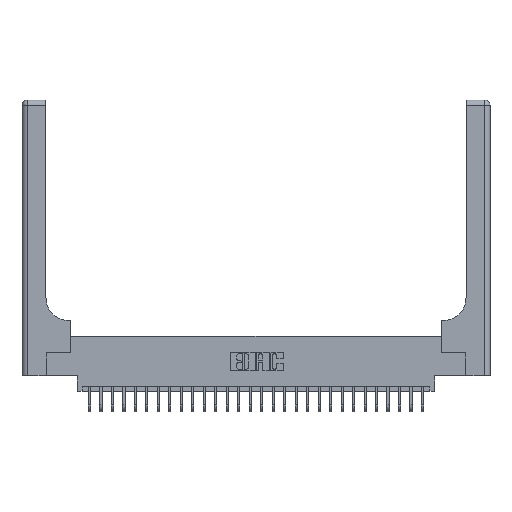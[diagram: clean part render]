
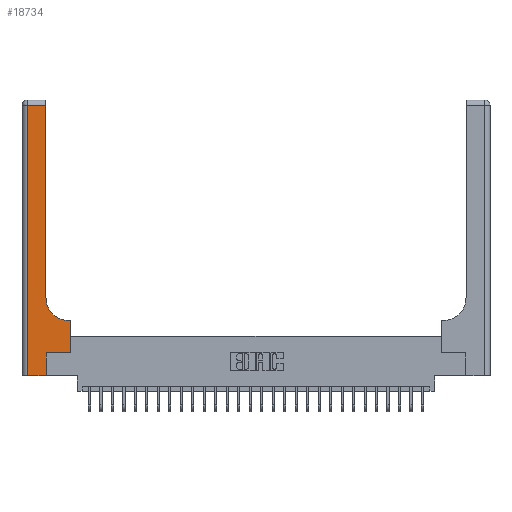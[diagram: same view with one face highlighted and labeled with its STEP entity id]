
A CAD part, top view. The second image highlights one B-rep face of the part: STEP entity #18734.
In plain terms, the highlighted planar face has unit normal (0, 0, 1).
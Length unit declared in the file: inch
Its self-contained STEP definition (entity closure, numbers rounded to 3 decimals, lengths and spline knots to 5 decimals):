
#135 = VERTEX_POINT ( 'NONE', #18945 ) ;
#278 = ORIENTED_EDGE ( 'NONE', *, *, #827, .T. ) ;
#827 = EDGE_CURVE ( 'NONE', #19659, #12936, #21615, .T. ) ;
#1243 = DIRECTION ( 'NONE',  ( 0., 1., 0. ) ) ;
#1295 = EDGE_CURVE ( 'NONE', #20517, #15759, #23486, .T. ) ;
#1366 = CARTESIAN_POINT ( 'NONE',  ( 0.265, 0.25, 0.37 ) ) ;
#1627 = CARTESIAN_POINT ( 'NONE',  ( 0.26, 0.6, 0.37 ) ) ;
#2661 = CARTESIAN_POINT ( 'NONE',  ( 0.528, 0.25, 0.37 ) ) ;
#3311 = DIRECTION ( 'NONE',  ( 0., 1., 0. ) ) ;
#3578 = EDGE_LOOP ( 'NONE', ( #6254, #9588, #13844, #17066, #10902, #13470, #22647, #17041, #278 ) ) ;
#4787 = VECTOR ( 'NONE', #15184, 39.37008 ) ;
#5216 = CARTESIAN_POINT ( 'NONE',  ( 0.06, 0., 0.37 ) ) ;
#5365 = EDGE_CURVE ( 'NONE', #12936, #9479, #25966, .T. ) ;
#5631 = CARTESIAN_POINT ( 'NONE',  ( 0.51, 0.6, 0.37 ) ) ;
#6254 = ORIENTED_EDGE ( 'NONE', *, *, #5365, .T. ) ;
#6598 = VECTOR ( 'NONE', #24050, 39.37008 ) ;
#7420 = CARTESIAN_POINT ( 'NONE',  ( 0.06, 3., 0.37 ) ) ;
#8647 = LINE ( 'NONE', #15330, #12280 ) ;
#8685 = VECTOR ( 'NONE', #3311, 39.37008 ) ;
#8924 = FACE_OUTER_BOUND ( 'NONE', #3578, .T. ) ;
#8940 = VECTOR ( 'NONE', #17646, 39.37008 ) ;
#9479 = VERTEX_POINT ( 'NONE', #26314 ) ;
#9588 = ORIENTED_EDGE ( 'NONE', *, *, #23439, .T. ) ;
#9591 = LINE ( 'NONE', #7420, #16020 ) ;
#10172 = LINE ( 'NONE', #18777, #8685 ) ;
#10293 = CARTESIAN_POINT ( 'NONE',  ( 0.51, 0.85, 0.37 ) ) ;
#10799 = DIRECTION ( 'NONE',  ( -1., 0., 0. ) ) ;
#10902 = ORIENTED_EDGE ( 'NONE', *, *, #10993, .T. ) ;
#10993 = EDGE_CURVE ( 'NONE', #20257, #20517, #10172, .T. ) ;
#12280 = VECTOR ( 'NONE', #15188, 39.37008 ) ;
#12854 = LINE ( 'NONE', #21880, #26102 ) ;
#12936 = VERTEX_POINT ( 'NONE', #25448 ) ;
#12976 = CARTESIAN_POINT ( 'NONE',  ( 0.265, 0.25, 0.37 ) ) ;
#13335 = CARTESIAN_POINT ( 'NONE',  ( 0.265, 0., 0.37 ) ) ;
#13436 = AXIS2_PLACEMENT_3D ( 'NONE', #19552, #24328, #22324 ) ;
#13470 = ORIENTED_EDGE ( 'NONE', *, *, #1295, .T. ) ;
#13555 = CARTESIAN_POINT ( 'NONE',  ( 0., 0., 0.37 ) ) ;
#13844 = ORIENTED_EDGE ( 'NONE', *, *, #14203, .T. ) ;
#14203 = EDGE_CURVE ( 'NONE', #135, #20616, #9591, .T. ) ;
#15184 = DIRECTION ( 'NONE',  ( 1., 0., 0. ) ) ;
#15188 = DIRECTION ( 'NONE',  ( 0., 1., 0. ) ) ;
#15330 = CARTESIAN_POINT ( 'NONE',  ( 0.528, 0.25, 0.37 ) ) ;
#15759 = VERTEX_POINT ( 'NONE', #2661 ) ;
#15879 = CARTESIAN_POINT ( 'NONE',  ( 0.528, 0.6, 0.37 ) ) ;
#16020 = VECTOR ( 'NONE', #27329, 39.37008 ) ;
#17041 = ORIENTED_EDGE ( 'NONE', *, *, #23428, .T. ) ;
#17066 = ORIENTED_EDGE ( 'NONE', *, *, #23591, .T. ) ;
#17139 = DIRECTION ( 'NONE',  ( 0., 0., -1. ) ) ;
#17524 = PLANE ( 'NONE',  #13436 ) ;
#17646 = DIRECTION ( 'NONE',  ( 1., 0., 0. ) ) ;
#17944 = LINE ( 'NONE', #13555, #8940 ) ;
#18649 = VECTOR ( 'NONE', #1243, 39.37008 ) ;
#18734 = ADVANCED_FACE ( 'NONE', ( #8924 ), #17524, .F. ) ;
#18777 = CARTESIAN_POINT ( 'NONE',  ( 0.265, 0., 0.37 ) ) ;
#18945 = CARTESIAN_POINT ( 'NONE',  ( 0.06, 2.94, 0.37 ) ) ;
#19380 = EDGE_CURVE ( 'NONE', #15759, #23814, #8647, .T. ) ;
#19552 = CARTESIAN_POINT ( 'NONE',  ( 0., 3., 0.37 ) ) ;
#19659 = VERTEX_POINT ( 'NONE', #5631 ) ;
#20199 = AXIS2_PLACEMENT_3D ( 'NONE', #10293, #17139, #27883 ) ;
#20257 = VERTEX_POINT ( 'NONE', #13335 ) ;
#20517 = VERTEX_POINT ( 'NONE', #12976 ) ;
#20616 = VERTEX_POINT ( 'NONE', #5216 ) ;
#21213 = CARTESIAN_POINT ( 'NONE',  ( 0.26, 3., 0.37 ) ) ;
#21615 = CIRCLE ( 'NONE', #20199, 0.25 ) ;
#21880 = CARTESIAN_POINT ( 'NONE',  ( 0., 2.94, 0.37 ) ) ;
#22010 = LINE ( 'NONE', #1627, #6598 ) ;
#22324 = DIRECTION ( 'NONE',  ( -1., 0., 0. ) ) ;
#22647 = ORIENTED_EDGE ( 'NONE', *, *, #19380, .T. ) ;
#23428 = EDGE_CURVE ( 'NONE', #23814, #19659, #22010, .T. ) ;
#23439 = EDGE_CURVE ( 'NONE', #9479, #135, #12854, .T. ) ;
#23486 = LINE ( 'NONE', #1366, #4787 ) ;
#23591 = EDGE_CURVE ( 'NONE', #20616, #20257, #17944, .T. ) ;
#23814 = VERTEX_POINT ( 'NONE', #15879 ) ;
#24050 = DIRECTION ( 'NONE',  ( -1., 0., 0. ) ) ;
#24328 = DIRECTION ( 'NONE',  ( 0., 0., -1. ) ) ;
#25448 = CARTESIAN_POINT ( 'NONE',  ( 0.26, 0.85, 0.37 ) ) ;
#25966 = LINE ( 'NONE', #21213, #18649 ) ;
#26102 = VECTOR ( 'NONE', #10799, 39.37008 ) ;
#26314 = CARTESIAN_POINT ( 'NONE',  ( 0.26, 2.94, 0.37 ) ) ;
#27329 = DIRECTION ( 'NONE',  ( 0., -1., 0. ) ) ;
#27883 = DIRECTION ( 'NONE',  ( 1., 0., 0. ) ) ;
